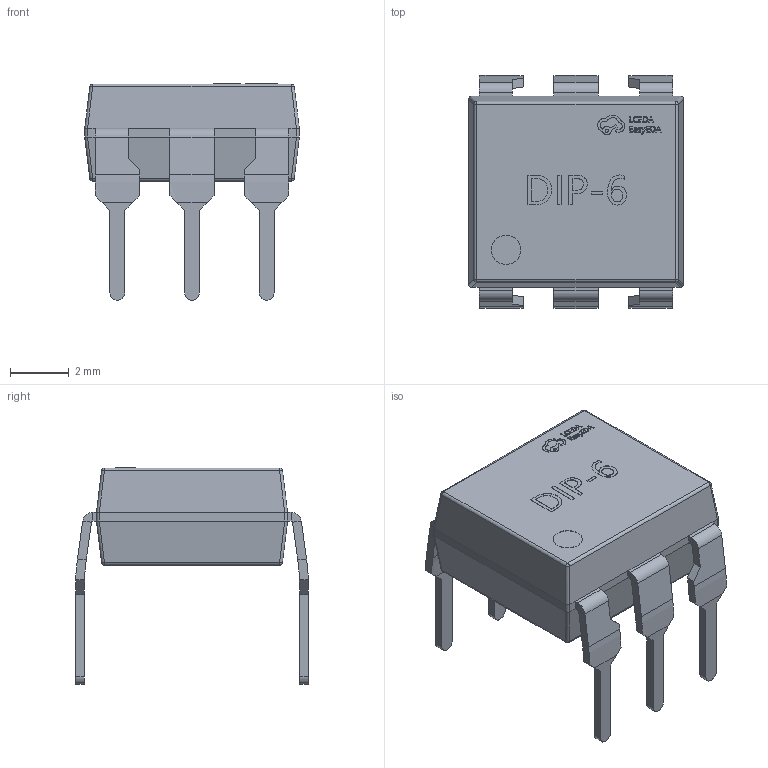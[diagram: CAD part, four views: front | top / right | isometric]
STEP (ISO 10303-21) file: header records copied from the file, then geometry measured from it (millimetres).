
FILE_DESCRIPTION (( 'STEP AP214' ), '1' );
FILE_NAME ('DIP-6_L7.3-W6.5-H3.5-LS7.62-P2.54.step', '2022-06-21T14:10:48', ( '' ), ( '' ), 'SwSTEP 2.0', 'SolidWorks 2020', '' );
FILE_SCHEMA (( 'AUTOMOTIVE_DESIGN' ));
Length unit declared in the file: millimetre
Products named in the file (1): DIP-6_L7.3-W6.5-H3.5-LS7.62-P2.54
Bounding box: 7.3 x 7.92 x 7.36 mm (x, y, z)
Volume: 158.4 mm3; surface area: 256.7 mm2
Topology: 1 solids, 1 shells, 530 faces, 1375 edges, 882 vertices
Faces by surface type: plane 332, bspline 132, cylinder 58, sphere 8
Entity records: 24191 total; most frequent: CARTESIAN_POINT 6384, ORIENTED_EDGE 2750, DIRECTION 1957, EDGE_CURVE 1375, VECTOR 959, LINE 959, VERTEX_POINT 882, EDGE_LOOP 565
